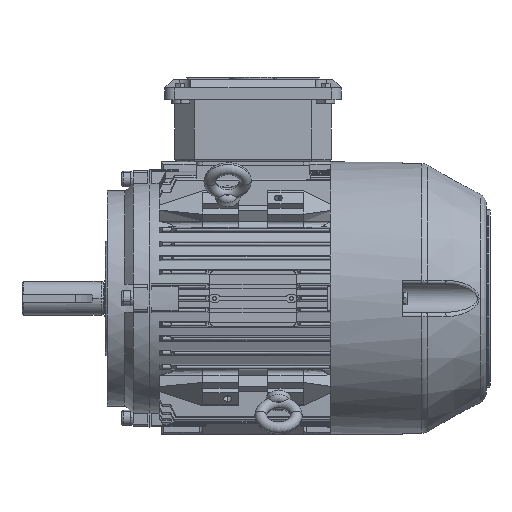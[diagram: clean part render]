
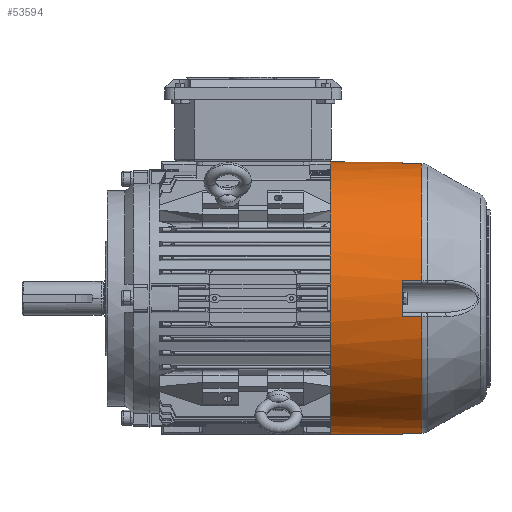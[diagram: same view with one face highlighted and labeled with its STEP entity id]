
A CAD part, front view. The second image highlights one B-rep face of the part: STEP entity #53594.
In plain terms, the highlighted cylindrical face has radius 115 mm (diameter 230 mm), a partial arc.
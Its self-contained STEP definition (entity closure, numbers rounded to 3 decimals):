
#1097 = CARTESIAN_POINT ( 'NONE',  ( 77.359, 0., 0. ) ) ;
#1098 = CARTESIAN_POINT ( 'NONE',  ( 77.359, 15.402, 113.964 ) ) ;
#1099 = DIRECTION ( 'NONE',  ( 1., 0., 0. ) ) ;
#1100 = VECTOR ( 'NONE', #1099, 1000. ) ;
#1101 = CARTESIAN_POINT ( 'NONE',  ( 0., 15.402, 113.964 ) ) ;
#1102 = LINE ( 'NONE', #1101, #1100 ) ;
#1103 = CARTESIAN_POINT ( 'NONE',  ( 61., 15.402, 113.964 ) ) ;
#1104 = DIRECTION ( 'NONE',  ( 0., 0., 1. ) ) ;
#1105 = DIRECTION ( 'NONE',  ( -1., 0., 0. ) ) ;
#1106 = CARTESIAN_POINT ( 'NONE',  ( 61., 0., 0. ) ) ;
#1107 = AXIS2_PLACEMENT_3D ( 'NONE', #1106, #1105, #1104 ) ;
#1108 = CIRCLE ( 'NONE', #1107, 115. ) ;
#1109 = CARTESIAN_POINT ( 'NONE',  ( 61., 0., 115. ) ) ;
#1110 = DIRECTION ( 'NONE',  ( -1., 0., 0. ) ) ;
#1111 = VECTOR ( 'NONE', #1110, 1000. ) ;
#1112 = CARTESIAN_POINT ( 'NONE',  ( 0., 0., 115. ) ) ;
#1113 = LINE ( 'NONE', #1112, #1111 ) ;
#1127 = CARTESIAN_POINT ( 'NONE',  ( 0., 0., -115. ) ) ;
#1128 = DIRECTION ( 'NONE',  ( -1., 0., 0. ) ) ;
#1129 = VECTOR ( 'NONE', #1128, 1000. ) ;
#1130 = CARTESIAN_POINT ( 'NONE',  ( 0., 0., -115. ) ) ;
#1131 = LINE ( 'NONE', #1130, #1129 ) ;
#1132 = CARTESIAN_POINT ( 'NONE',  ( 61., 0., -115. ) ) ;
#1133 = CARTESIAN_POINT ( 'NONE',  ( 61., 15.402, -113.964 ) ) ;
#1134 = DIRECTION ( 'NONE',  ( 0., 0., 1. ) ) ;
#1135 = DIRECTION ( 'NONE',  ( -1., 0., 0. ) ) ;
#1136 = CARTESIAN_POINT ( 'NONE',  ( 61., 0., 0. ) ) ;
#1137 = AXIS2_PLACEMENT_3D ( 'NONE', #1136, #1135, #1134 ) ;
#1138 = DIRECTION ( 'NONE',  ( 0., 0., 1. ) ) ;
#1139 = DIRECTION ( 'NONE',  ( -1., 0., 0. ) ) ;
#1140 = CARTESIAN_POINT ( 'NONE',  ( 0., 0., 0. ) ) ;
#1141 = AXIS2_PLACEMENT_3D ( 'NONE', #1140, #1139, #1138 ) ;
#1142 = CIRCLE ( 'NONE', #1137, 115. ) ;
#1143 = CYLINDRICAL_SURFACE ( 'NONE', #1141, 115. ) ;
#1144 = FACE_OUTER_BOUND ( 'NONE', #53595, .T. ) ;
#1149 = CARTESIAN_POINT ( 'NONE',  ( 61., 113.964, 15.402 ) ) ;
#1150 = DIRECTION ( 'NONE',  ( -1., 0., 0. ) ) ;
#1151 = VECTOR ( 'NONE', #1150, 1000. ) ;
#1152 = CARTESIAN_POINT ( 'NONE',  ( 0., 113.964, 15.402 ) ) ;
#1153 = LINE ( 'NONE', #1152, #1151 ) ;
#1154 = CARTESIAN_POINT ( 'NONE',  ( 77.359, 113.964, 15.402 ) ) ;
#1155 = DIRECTION ( 'NONE',  ( 0., 0., 1. ) ) ;
#1156 = DIRECTION ( 'NONE',  ( -1., 0., 0. ) ) ;
#1157 = AXIS2_PLACEMENT_3D ( 'NONE', #1097, #1156, #1155 ) ;
#1158 = CIRCLE ( 'NONE', #1157, 115. ) ;
#1191 = CARTESIAN_POINT ( 'NONE',  ( 0., 0., 115. ) ) ;
#1192 = DIRECTION ( 'NONE',  ( 0., 0., 1. ) ) ;
#1193 = DIRECTION ( 'NONE',  ( -1., 0., 0. ) ) ;
#1194 = CARTESIAN_POINT ( 'NONE',  ( 0., 0., 0. ) ) ;
#1195 = AXIS2_PLACEMENT_3D ( 'NONE', #1194, #1193, #1192 ) ;
#1196 = CIRCLE ( 'NONE', #1195, 115. ) ;
#1333 = CARTESIAN_POINT ( 'NONE',  ( 77.359, 113.964, -15.402 ) ) ;
#1334 = DIRECTION ( 'NONE',  ( 1., 0., 0. ) ) ;
#1335 = VECTOR ( 'NONE', #1334, 1000. ) ;
#1336 = CARTESIAN_POINT ( 'NONE',  ( 0., 113.964, -15.402 ) ) ;
#1337 = LINE ( 'NONE', #1336, #1335 ) ;
#1338 = CARTESIAN_POINT ( 'NONE',  ( 61., 113.964, -15.402 ) ) ;
#1339 = DIRECTION ( 'NONE',  ( 0., 0., 1. ) ) ;
#1340 = DIRECTION ( 'NONE',  ( -1., 0., 0. ) ) ;
#1341 = CARTESIAN_POINT ( 'NONE',  ( 61., 0., 0. ) ) ;
#1342 = AXIS2_PLACEMENT_3D ( 'NONE', #1341, #1340, #1339 ) ;
#1343 = CIRCLE ( 'NONE', #1342, 115. ) ;
#1391 = DIRECTION ( 'NONE',  ( -1., 0., 0. ) ) ;
#1392 = VECTOR ( 'NONE', #1391, 1000. ) ;
#1393 = CARTESIAN_POINT ( 'NONE',  ( 0., 15.402, -113.964 ) ) ;
#1394 = LINE ( 'NONE', #1393, #1392 ) ;
#1395 = CARTESIAN_POINT ( 'NONE',  ( 77.359, 15.402, -113.964 ) ) ;
#1396 = DIRECTION ( 'NONE',  ( 0., 0., 1. ) ) ;
#1397 = DIRECTION ( 'NONE',  ( -1., 0., 0. ) ) ;
#1398 = CARTESIAN_POINT ( 'NONE',  ( 77.359, 0., 0. ) ) ;
#1399 = AXIS2_PLACEMENT_3D ( 'NONE', #1398, #1397, #1396 ) ;
#1400 = CIRCLE ( 'NONE', #1399, 115. ) ;
#53577 = EDGE_CURVE ( 'NONE', #53578, #53605, #1113, .T. ) ;
#53578 = VERTEX_POINT ( 'NONE', #1109 ) ;
#53579 = ORIENTED_EDGE ( 'NONE', *, *, #53580, .T. ) ;
#53580 = EDGE_CURVE ( 'NONE', #53578, #53581, #1108, .T. ) ;
#53581 = VERTEX_POINT ( 'NONE', #1103 ) ;
#53582 = ORIENTED_EDGE ( 'NONE', *, *, #53583, .T. ) ;
#53583 = EDGE_CURVE ( 'NONE', #53581, #53584, #1102, .T. ) ;
#53584 = VERTEX_POINT ( 'NONE', #1098 ) ;
#53585 = ORIENTED_EDGE ( 'NONE', *, *, #53586, .T. ) ;
#53586 = EDGE_CURVE ( 'NONE', #53584, #53587, #1158, .T. ) ;
#53587 = VERTEX_POINT ( 'NONE', #1154 ) ;
#53588 = ORIENTED_EDGE ( 'NONE', *, *, #53589, .T. ) ;
#53589 = EDGE_CURVE ( 'NONE', #53587, #53590, #1153, .T. ) ;
#53590 = VERTEX_POINT ( 'NONE', #1149 ) ;
#53591 = ORIENTED_EDGE ( 'NONE', *, *, #53653, .T. ) ;
#53594 = ADVANCED_FACE ( 'NONE', ( #1144 ), #1143, .T. ) ;
#53595 = EDGE_LOOP ( 'NONE', ( #53596, #53600, #53603, #53606, #53579, #53582, #53585, #53588, #53591, #53655, #53658, #53661 ) ) ;
#53596 = ORIENTED_EDGE ( 'NONE', *, *, #53597, .T. ) ;
#53597 = EDGE_CURVE ( 'NONE', #53598, #53599, #1142, .T. ) ;
#53598 = VERTEX_POINT ( 'NONE', #1133 ) ;
#53599 = VERTEX_POINT ( 'NONE', #1132 ) ;
#53600 = ORIENTED_EDGE ( 'NONE', *, *, #53601, .T. ) ;
#53601 = EDGE_CURVE ( 'NONE', #53599, #53602, #1131, .T. ) ;
#53602 = VERTEX_POINT ( 'NONE', #1127 ) ;
#53603 = ORIENTED_EDGE ( 'NONE', *, *, #53604, .F. ) ;
#53604 = EDGE_CURVE ( 'NONE', #53605, #53602, #1196, .T. ) ;
#53605 = VERTEX_POINT ( 'NONE', #1191 ) ;
#53606 = ORIENTED_EDGE ( 'NONE', *, *, #53577, .F. ) ;
#53653 = EDGE_CURVE ( 'NONE', #53590, #53654, #1343, .T. ) ;
#53654 = VERTEX_POINT ( 'NONE', #1338 ) ;
#53655 = ORIENTED_EDGE ( 'NONE', *, *, #53656, .T. ) ;
#53656 = EDGE_CURVE ( 'NONE', #53654, #53657, #1337, .T. ) ;
#53657 = VERTEX_POINT ( 'NONE', #1333 ) ;
#53658 = ORIENTED_EDGE ( 'NONE', *, *, #53659, .T. ) ;
#53659 = EDGE_CURVE ( 'NONE', #53657, #53660, #1400, .T. ) ;
#53660 = VERTEX_POINT ( 'NONE', #1395 ) ;
#53661 = ORIENTED_EDGE ( 'NONE', *, *, #53662, .T. ) ;
#53662 = EDGE_CURVE ( 'NONE', #53660, #53598, #1394, .T. ) ;
